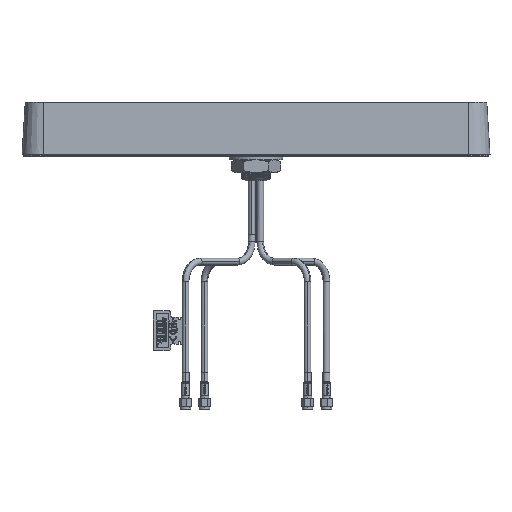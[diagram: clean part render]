
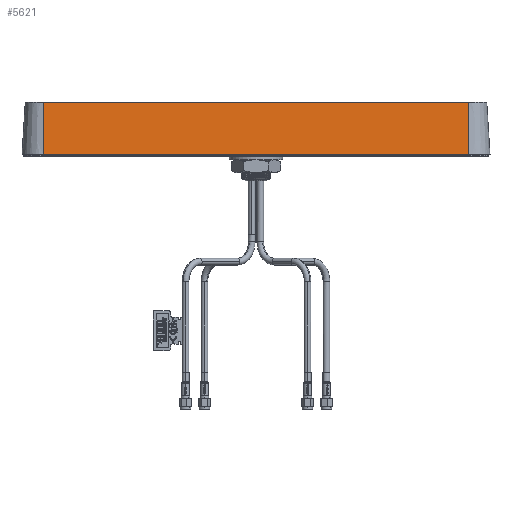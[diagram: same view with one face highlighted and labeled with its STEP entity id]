
A CAD part, front view. The second image highlights one B-rep face of the part: STEP entity #5621.
In plain terms, the highlighted planar face has unit normal (0, -0.998, 0.061).
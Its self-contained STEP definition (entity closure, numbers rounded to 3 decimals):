
#2181 = VECTOR ( 'NONE', #68665, 1000. ) ;
#5621 = ADVANCED_FACE ( 'NONE', ( #30317 ), #49371, .T. ) ;
#7927 = ORIENTED_EDGE ( 'NONE', *, *, #42791, .T. ) ;
#8103 = AXIS2_PLACEMENT_3D ( 'NONE', #73929, #67435, #19344 ) ;
#8748 = ORIENTED_EDGE ( 'NONE', *, *, #59395, .T. ) ;
#8791 = CARTESIAN_POINT ( 'NONE',  ( 159., -35., -1. ) ) ;
#10897 = DIRECTION ( 'NONE',  ( 0., 0.061, 0.998 ) ) ;
#16340 = EDGE_CURVE ( 'NONE', #22541, #53741, #56978, .T. ) ;
#16652 = VECTOR ( 'NONE', #19780, 1000. ) ;
#17751 = LINE ( 'NONE', #36419, #23153 ) ;
#19344 = DIRECTION ( 'NONE',  ( 0., -0.061, -0.998 ) ) ;
#19780 = DIRECTION ( 'NONE',  ( 1., 0., 0. ) ) ;
#22057 = CARTESIAN_POINT ( 'NONE',  ( -159., -35., -1. ) ) ;
#22541 = VERTEX_POINT ( 'NONE', #22057 ) ;
#23153 = VECTOR ( 'NONE', #10897, 1000. ) ;
#25230 = EDGE_CURVE ( 'NONE', #50330, #40640, #37193, .T. ) ;
#26602 = CARTESIAN_POINT ( 'NONE',  ( -159., -35., -1. ) ) ;
#27804 = DIRECTION ( 'NONE',  ( 0., -0.061, -0.998 ) ) ;
#30317 = FACE_OUTER_BOUND ( 'NONE', #65657, .T. ) ;
#35471 = CARTESIAN_POINT ( 'NONE',  ( -159., -32.615, 38. ) ) ;
#35906 = ORIENTED_EDGE ( 'NONE', *, *, #25230, .F. ) ;
#36419 = CARTESIAN_POINT ( 'NONE',  ( 159., -35., -1. ) ) ;
#37193 = LINE ( 'NONE', #37590, #2181 ) ;
#37590 = CARTESIAN_POINT ( 'NONE',  ( 0., -32.615, 38. ) ) ;
#40640 = VERTEX_POINT ( 'NONE', #67715 ) ;
#42791 = EDGE_CURVE ( 'NONE', #50330, #22541, #70600, .T. ) ;
#48163 = ORIENTED_EDGE ( 'NONE', *, *, #16340, .T. ) ;
#49371 = PLANE ( 'NONE',  #8103 ) ;
#50330 = VERTEX_POINT ( 'NONE', #35471 ) ;
#53741 = VERTEX_POINT ( 'NONE', #8791 ) ;
#56978 = LINE ( 'NONE', #75134, #16652 ) ;
#59395 = EDGE_CURVE ( 'NONE', #53741, #40640, #17751, .T. ) ;
#65657 = EDGE_LOOP ( 'NONE', ( #35906, #7927, #48163, #8748 ) ) ;
#67435 = DIRECTION ( 'NONE',  ( 0., -0.998, 0.061 ) ) ;
#67470 = VECTOR ( 'NONE', #27804, 1000. ) ;
#67715 = CARTESIAN_POINT ( 'NONE',  ( 159., -32.615, 38. ) ) ;
#68665 = DIRECTION ( 'NONE',  ( 1., 0., 0. ) ) ;
#70600 = LINE ( 'NONE', #26602, #67470 ) ;
#73929 = CARTESIAN_POINT ( 'NONE',  ( -175., -35., -1. ) ) ;
#75134 = CARTESIAN_POINT ( 'NONE',  ( -175., -35., -1. ) ) ;
